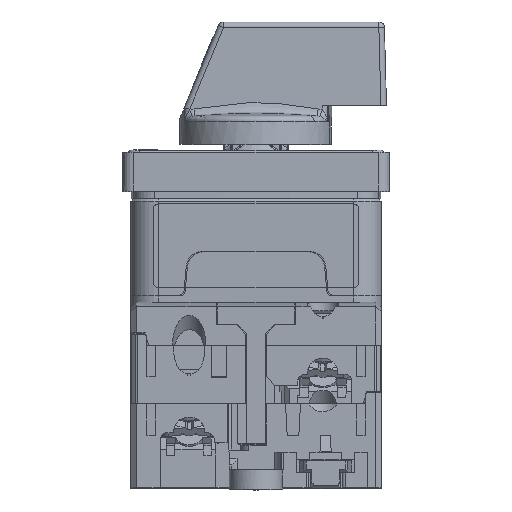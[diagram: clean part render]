
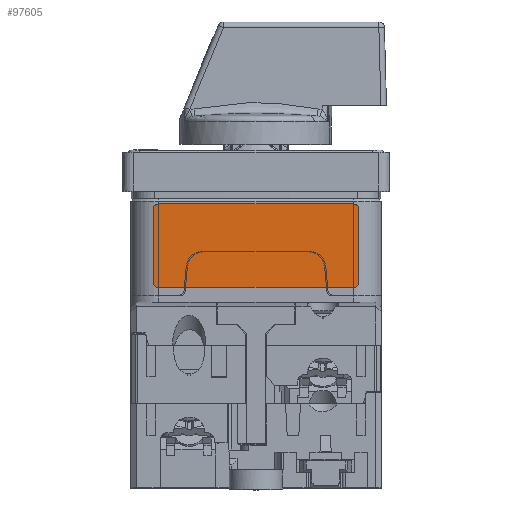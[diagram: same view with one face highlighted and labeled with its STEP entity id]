
A CAD part, top view. The second image highlights one B-rep face of the part: STEP entity #97605.
In plain terms, the highlighted face is planar.
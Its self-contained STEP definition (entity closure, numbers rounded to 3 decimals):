
#97386=CARTESIAN_POINT('',(-17.5,0.2,-6.5));
#97387=DIRECTION('',(0.,1.,0.));
#97388=DIRECTION('',(0.,0.,-1.));
#97389=AXIS2_PLACEMENT_3D('',#97386,#97387,#97388);
#97391=DIRECTION('',(-1.,0.,0.));
#97392=VECTOR('',#97391,35.);
#97393=CARTESIAN_POINT('',(17.5,0.2,-7.5));
#97394=LINE('',#97393,#97392);
#97395=CARTESIAN_POINT('',(17.5,0.2,-6.5));
#97396=DIRECTION('',(0.,1.,0.));
#97397=DIRECTION('',(1.,0.,0.));
#97398=AXIS2_PLACEMENT_3D('',#97395,#97396,#97397);
#97400=DIRECTION('',(0.,0.,-1.));
#97401=VECTOR('',#97400,13.);
#97402=CARTESIAN_POINT('',(18.5,0.2,6.5));
#97403=LINE('',#97402,#97401);
#97404=CARTESIAN_POINT('',(17.5,0.2,6.5));
#97405=DIRECTION('',(0.,1.,0.));
#97406=DIRECTION('',(0.,0.,1.));
#97407=AXIS2_PLACEMENT_3D('',#97404,#97405,#97406);
#97409=DIRECTION('',(1.,0.,0.));
#97410=VECTOR('',#97409,35.);
#97411=CARTESIAN_POINT('',(-17.5,0.2,7.5));
#97412=LINE('',#97411,#97410);
#97413=CARTESIAN_POINT('',(-17.5,0.2,6.5));
#97414=DIRECTION('',(0.,1.,0.));
#97415=DIRECTION('',(-1.,0.,0.));
#97416=AXIS2_PLACEMENT_3D('',#97413,#97414,#97415);
#97418=DIRECTION('',(0.,0.,1.));
#97419=VECTOR('',#97418,13.);
#97420=CARTESIAN_POINT('',(-18.5,0.2,-6.5));
#97421=LINE('',#97420,#97419);
#97426=CARTESIAN_POINT('',(-17.5,0.2,-7.5));
#97427=VERTEX_POINT('',#97426);
#97428=CARTESIAN_POINT('',(-18.5,0.2,-6.5));
#97429=VERTEX_POINT('',#97428);
#97434=CARTESIAN_POINT('',(18.5,0.2,-6.5));
#97435=VERTEX_POINT('',#97434);
#97436=CARTESIAN_POINT('',(17.5,0.2,-7.5));
#97437=VERTEX_POINT('',#97436);
#97442=CARTESIAN_POINT('',(-18.5,0.2,6.5));
#97443=VERTEX_POINT('',#97442);
#97444=CARTESIAN_POINT('',(-17.5,0.2,7.5));
#97445=VERTEX_POINT('',#97444);
#97450=CARTESIAN_POINT('',(17.5,0.2,7.5));
#97451=VERTEX_POINT('',#97450);
#97452=CARTESIAN_POINT('',(18.5,0.2,6.5));
#97453=VERTEX_POINT('',#97452);
#97590=CARTESIAN_POINT('',(0.,0.2,0.));
#97591=DIRECTION('',(0.,1.,0.));
#97592=DIRECTION('',(1.,0.,0.));
#97593=AXIS2_PLACEMENT_3D('',#97590,#97591,#97592);
#97594=PLANE('',#97593);
#97595=ORIENTED_EDGE('',*,*,#97486,.F.);
#97596=ORIENTED_EDGE('',*,*,#97502,.F.);
#97597=ORIENTED_EDGE('',*,*,#97515,.F.);
#97598=ORIENTED_EDGE('',*,*,#97530,.F.);
#97599=ORIENTED_EDGE('',*,*,#97543,.F.);
#97600=ORIENTED_EDGE('',*,*,#97556,.F.);
#97601=ORIENTED_EDGE('',*,*,#97571,.F.);
#97602=ORIENTED_EDGE('',*,*,#97583,.F.);
#97603=EDGE_LOOP('',(#97595,#97596,#97597,#97598,#97599,#97600,#97601,#97602));
#97604=FACE_OUTER_BOUND('',#97603,.F.);
#97390=CIRCLE('',#97389,1.);
#97399=CIRCLE('',#97398,1.);
#97408=CIRCLE('',#97407,1.);
#97417=CIRCLE('',#97416,1.);
#97486=EDGE_CURVE('',#97427,#97429,#97390,.T.);
#97502=EDGE_CURVE('',#97437,#97427,#97394,.T.);
#97515=EDGE_CURVE('',#97435,#97437,#97399,.T.);
#97530=EDGE_CURVE('',#97453,#97435,#97403,.T.);
#97543=EDGE_CURVE('',#97451,#97453,#97408,.T.);
#97556=EDGE_CURVE('',#97445,#97451,#97412,.T.);
#97571=EDGE_CURVE('',#97443,#97445,#97417,.T.);
#97583=EDGE_CURVE('',#97429,#97443,#97421,.T.);
#97605=ADVANCED_FACE('',(#97604),#97594,.T.);
